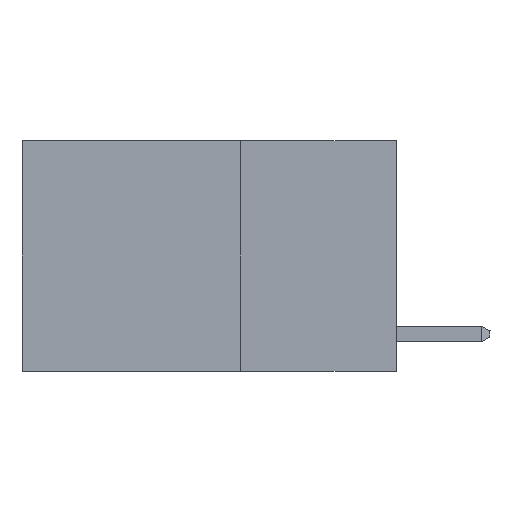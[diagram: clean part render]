
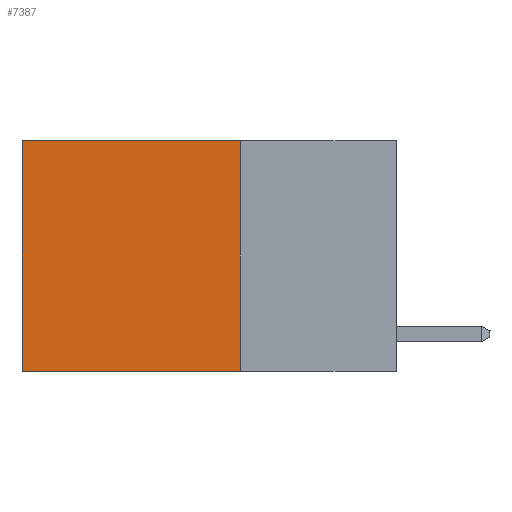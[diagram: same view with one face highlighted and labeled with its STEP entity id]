
A CAD part, left-side view. The second image highlights one B-rep face of the part: STEP entity #7387.
In plain terms, the highlighted planar face has unit normal (-1, 0, 0).
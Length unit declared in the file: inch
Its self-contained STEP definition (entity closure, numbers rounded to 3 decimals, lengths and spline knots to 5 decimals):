
#54 = DIRECTION ( 'NONE',  ( 0., 0., -1. ) ) ;
#452 = CARTESIAN_POINT ( 'NONE',  ( 0.2625, 0.25, -0.37 ) ) ;
#743 = CARTESIAN_POINT ( 'NONE',  ( 0.2625, 0.25, 0. ) ) ;
#2237 = EDGE_CURVE ( 'NONE', #11601, #16436, #6073, .T. ) ;
#2916 = DIRECTION ( 'NONE',  ( 1., 0., 0. ) ) ;
#3466 = AXIS2_PLACEMENT_3D ( 'NONE', #15983, #2916, #13627 ) ;
#4117 = ORIENTED_EDGE ( 'NONE', *, *, #14355, .T. ) ;
#4170 = LINE ( 'NONE', #15951, #6673 ) ;
#4416 = CARTESIAN_POINT ( 'NONE',  ( 0.2625, 0.25, 0. ) ) ;
#4647 = VERTEX_POINT ( 'NONE', #10326 ) ;
#6073 = LINE ( 'NONE', #743, #6474 ) ;
#6474 = VECTOR ( 'NONE', #11440, 39.37008 ) ;
#6645 = EDGE_LOOP ( 'NONE', ( #4117, #9154, #14546, #16734 ) ) ;
#6673 = VECTOR ( 'NONE', #8032, 39.37008 ) ;
#7387 = ADVANCED_FACE ( 'NONE', ( #14751 ), #9643, .F. ) ;
#7744 = CARTESIAN_POINT ( 'NONE',  ( 0.2625, 0.25, 0. ) ) ;
#8032 = DIRECTION ( 'NONE',  ( 0., 1., 0. ) ) ;
#8619 = LINE ( 'NONE', #4416, #10524 ) ;
#9154 = ORIENTED_EDGE ( 'NONE', *, *, #13241, .F. ) ;
#9346 = VERTEX_POINT ( 'NONE', #16559 ) ;
#9643 = PLANE ( 'NONE',  #3466 ) ;
#9722 = EDGE_CURVE ( 'NONE', #11601, #9346, #8619, .T. ) ;
#10326 = CARTESIAN_POINT ( 'NONE',  ( 0.2625, 0.6, -0.37 ) ) ;
#10524 = VECTOR ( 'NONE', #11074, 39.37008 ) ;
#11074 = DIRECTION ( 'NONE',  ( 0., 1., 0. ) ) ;
#11440 = DIRECTION ( 'NONE',  ( 0., 0., -1. ) ) ;
#11601 = VERTEX_POINT ( 'NONE', #7744 ) ;
#11674 = VECTOR ( 'NONE', #54, 39.37008 ) ;
#12923 = LINE ( 'NONE', #15857, #11674 ) ;
#13241 = EDGE_CURVE ( 'NONE', #16436, #4647, #4170, .T. ) ;
#13627 = DIRECTION ( 'NONE',  ( 0., 0., -1. ) ) ;
#14355 = EDGE_CURVE ( 'NONE', #9346, #4647, #12923, .T. ) ;
#14546 = ORIENTED_EDGE ( 'NONE', *, *, #2237, .F. ) ;
#14751 = FACE_OUTER_BOUND ( 'NONE', #6645, .T. ) ;
#15857 = CARTESIAN_POINT ( 'NONE',  ( 0.2625, 0.6, 0. ) ) ;
#15951 = CARTESIAN_POINT ( 'NONE',  ( 0.2625, 0.25, -0.37 ) ) ;
#15983 = CARTESIAN_POINT ( 'NONE',  ( 0.2625, 0.25, 0. ) ) ;
#16436 = VERTEX_POINT ( 'NONE', #452 ) ;
#16559 = CARTESIAN_POINT ( 'NONE',  ( 0.2625, 0.6, 0. ) ) ;
#16734 = ORIENTED_EDGE ( 'NONE', *, *, #9722, .T. ) ;
